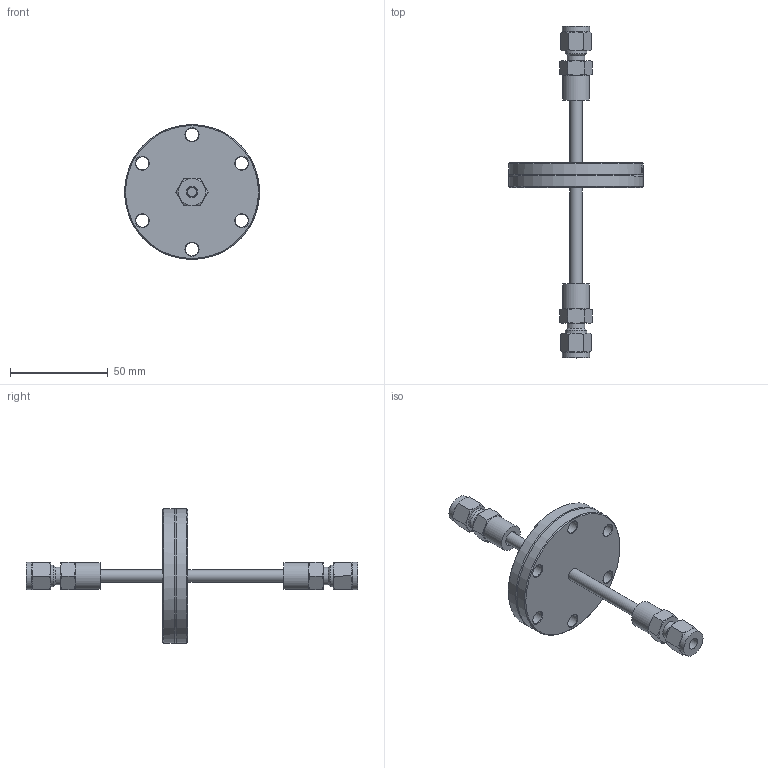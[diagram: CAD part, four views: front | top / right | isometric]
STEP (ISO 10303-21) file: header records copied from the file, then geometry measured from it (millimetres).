
FILE_DESCRIPTION(/* description */ (''),/* implementation_level */ '2;1');
FILE_NAME(/* name */ 'FL-LF1S-6MM-40CF.stp',/* time_stamp */ '2020-11-23T08:39:26+00:00',/* author */ ('Paul'),/* organization */ (''),/* preprocessor_version */ 'ST-DEVELOPER v18.1',/* originating_system */ 'Autodesk Inventor 2021',/* authorisation */ '');
FILE_SCHEMA (('AUTOMOTIVE_DESIGN { 1 0 10303 214 3 1 1 }'));
Length unit declared in the file: millimetre
Products named in the file (4): FL-LF1S-6MM-16CF; 6.35mm tube for tube end version; FL-40CF; RM-SS-6M0-1-4W 1_4 inch weld to 6mm
Assembly tree (4 placements, depth 2):
  FL-LF1S-6MM-16CF
    6.35mm tube for tube end version
    FL-40CF
    RM-SS-6M0-1-4W 1_4 inch weld to 6mm  x2
Bounding box: 69.1 x 170 x 69.1 mm (x, y, z)
Volume: 53176.4 mm3; surface area: 21715.1 mm2
Topology: 4 solids, 4 shells, 232 faces, 558 edges, 352 vertices
Faces by surface type: plane 87, cone 67, bspline 41, cylinder 36, torus 1
Full cylindrical faces by diameter (mm): 4.5 x1, 4.8 x2, 6 x2, 6.35 x2, 6.7 x6, 7.62 x2, 8.954 x2, 11.113 x2, 13.716 x2, 13.97 x2, 48.26 x1, 69.1 x2
Entity records: 6987 total; most frequent: CARTESIAN_POINT 2765, ORIENTED_EDGE 904, DIRECTION 763, EDGE_CURVE 452, AXIS2_PLACEMENT_3D 302, VERTEX_POINT 290, EDGE_LOOP 210, FACE_OUTER_BOUND 181
